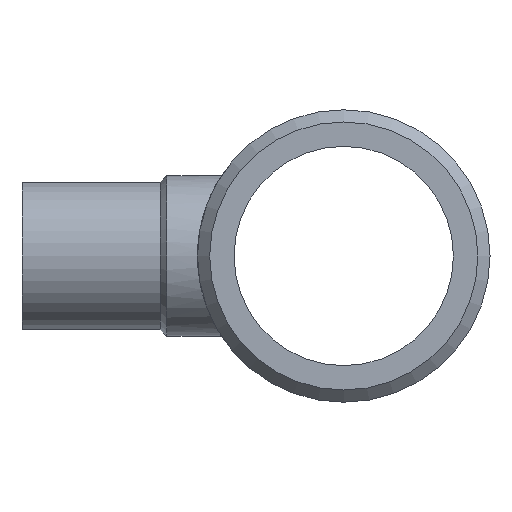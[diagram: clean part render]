
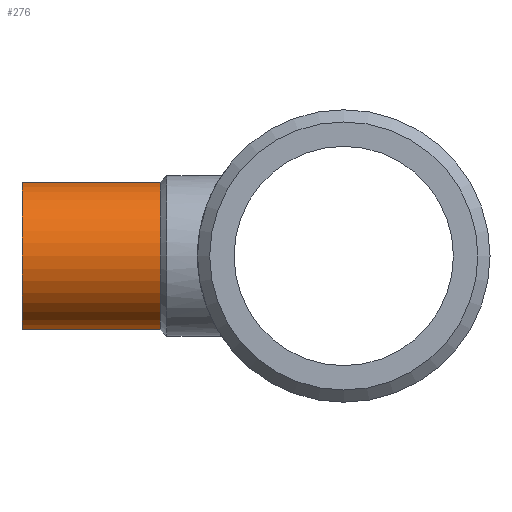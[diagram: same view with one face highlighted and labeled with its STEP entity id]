
A CAD part, left-side view. The second image highlights one B-rep face of the part: STEP entity #276.
In plain terms, the highlighted cylindrical face has radius 55 mm (diameter 110 mm), a full revolution.
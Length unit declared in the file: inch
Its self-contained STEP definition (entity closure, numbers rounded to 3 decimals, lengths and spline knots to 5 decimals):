
#24 = FACE_OUTER_BOUND ( 'NONE', #76, .T. ) ;
#34 = CARTESIAN_POINT ( 'NONE',  ( -10.82677, 7.42126, 0. ) ) ;
#76 = EDGE_LOOP ( 'NONE', ( #123 ) ) ;
#107 = CARTESIAN_POINT ( 'NONE',  ( -10.82677, 5.3937, 0. ) ) ;
#123 = ORIENTED_EDGE ( 'NONE', *, *, #290, .T. ) ;
#162 = DIRECTION ( 'NONE',  ( 0., 0., -1. ) ) ;
#164 = DIRECTION ( 'NONE',  ( 0., 1., 0. ) ) ;
#181 = FACE_OUTER_BOUND ( 'NONE', #392, .T. ) ;
#203 = EDGE_CURVE ( 'NONE', #222, #222, #334, .T. ) ;
#212 = VERTEX_POINT ( 'NONE', #471 ) ;
#222 = VERTEX_POINT ( 'NONE', #313 ) ;
#250 = CARTESIAN_POINT ( 'NONE',  ( -10.82677, 9.44882, 0. ) ) ;
#276 = ADVANCED_FACE ( 'NONE', ( #181, #24 ), #599, .T. ) ;
#290 = EDGE_CURVE ( 'NONE', #212, #212, #528, .T. ) ;
#313 = CARTESIAN_POINT ( 'NONE',  ( -10.82677, 9.44882, -2.16535 ) ) ;
#334 = CIRCLE ( 'NONE', #541, 2.16535 ) ;
#392 = EDGE_LOOP ( 'NONE', ( #555 ) ) ;
#428 = AXIS2_PLACEMENT_3D ( 'NONE', #107, #492, #500 ) ;
#460 = AXIS2_PLACEMENT_3D ( 'NONE', #34, #496, #568 ) ;
#471 = CARTESIAN_POINT ( 'NONE',  ( -10.82677, 5.3937, -2.16535 ) ) ;
#492 = DIRECTION ( 'NONE',  ( 0., 1., 0. ) ) ;
#496 = DIRECTION ( 'NONE',  ( 0., -1., 0. ) ) ;
#500 = DIRECTION ( 'NONE',  ( 0., 0., -1. ) ) ;
#528 = CIRCLE ( 'NONE', #428, 2.16535 ) ;
#541 = AXIS2_PLACEMENT_3D ( 'NONE', #250, #164, #162 ) ;
#555 = ORIENTED_EDGE ( 'NONE', *, *, #203, .F. ) ;
#568 = DIRECTION ( 'NONE',  ( 0., 0., -1. ) ) ;
#599 = CYLINDRICAL_SURFACE ( 'NONE', #460, 2.16535 ) ;
